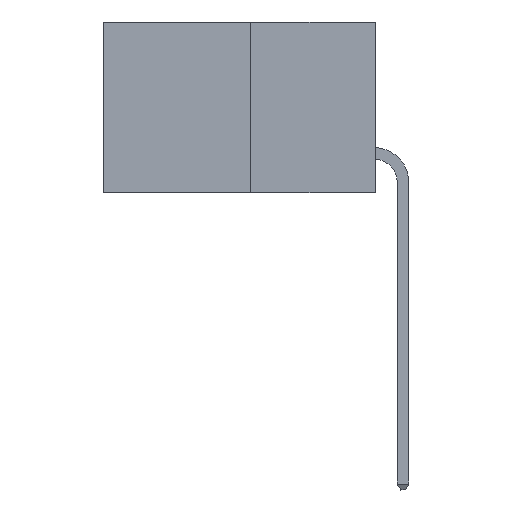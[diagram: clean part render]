
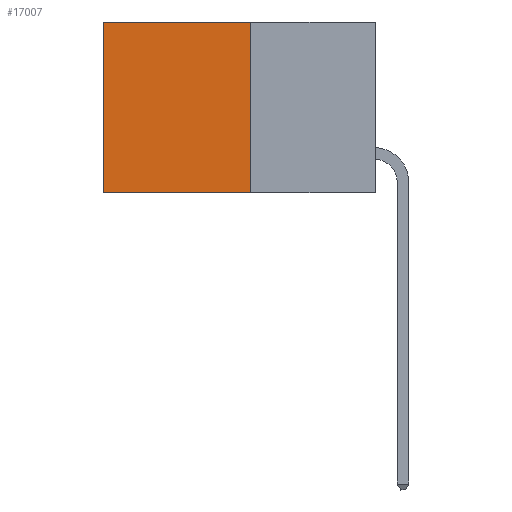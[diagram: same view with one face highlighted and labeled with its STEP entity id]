
A CAD part, left-side view. The second image highlights one B-rep face of the part: STEP entity #17007.
In plain terms, the highlighted planar face has unit normal (-1, 0, 0).
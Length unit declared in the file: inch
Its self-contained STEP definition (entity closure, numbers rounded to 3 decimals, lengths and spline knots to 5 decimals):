
#1677 = ORIENTED_EDGE ( 'NONE', *, *, #4081, .F. ) ;
#2902 = ORIENTED_EDGE ( 'NONE', *, *, #13470, .T. ) ;
#3614 = DIRECTION ( 'NONE',  ( 1., 0., 0. ) ) ;
#4081 = EDGE_CURVE ( 'NONE', #10675, #20316, #9163, .T. ) ;
#4537 = CARTESIAN_POINT ( 'NONE',  ( 0.277, 0.59, -0.37 ) ) ;
#5008 = AXIS2_PLACEMENT_3D ( 'NONE', #15088, #3614, #17020 ) ;
#6030 = VECTOR ( 'NONE', #9886, 39.37008 ) ;
#6267 = VERTEX_POINT ( 'NONE', #15558 ) ;
#6444 = CARTESIAN_POINT ( 'NONE',  ( 0.277, 0.59, 0. ) ) ;
#6635 = LINE ( 'NONE', #21361, #6030 ) ;
#7793 = ORIENTED_EDGE ( 'NONE', *, *, #21914, .F. ) ;
#8335 = VECTOR ( 'NONE', #11371, 39.37008 ) ;
#9163 = LINE ( 'NONE', #19480, #13656 ) ;
#9886 = DIRECTION ( 'NONE',  ( 0., 1., 0. ) ) ;
#10675 = VERTEX_POINT ( 'NONE', #20540 ) ;
#11371 = DIRECTION ( 'NONE',  ( 0., 0., -1. ) ) ;
#11589 = LINE ( 'NONE', #4537, #16639 ) ;
#13135 = VERTEX_POINT ( 'NONE', #6444 ) ;
#13192 = PLANE ( 'NONE',  #5008 ) ;
#13470 = EDGE_CURVE ( 'NONE', #6267, #13135, #6635, .T. ) ;
#13656 = VECTOR ( 'NONE', #17857, 39.37008 ) ;
#14070 = DIRECTION ( 'NONE',  ( 0., 0., -1. ) ) ;
#14907 = EDGE_CURVE ( 'NONE', #13135, #20316, #11589, .T. ) ;
#15088 = CARTESIAN_POINT ( 'NONE',  ( 0.277, 0.27, -0.37 ) ) ;
#15558 = CARTESIAN_POINT ( 'NONE',  ( 0.277, 0.27, 0. ) ) ;
#15943 = CARTESIAN_POINT ( 'NONE',  ( 0.277, 0.59, -0.37 ) ) ;
#16639 = VECTOR ( 'NONE', #14070, 39.37008 ) ;
#17007 = ADVANCED_FACE ( 'NONE', ( #17137 ), #13192, .F. ) ;
#17020 = DIRECTION ( 'NONE',  ( 0., 0., -1. ) ) ;
#17137 = FACE_OUTER_BOUND ( 'NONE', #18393, .T. ) ;
#17561 = ORIENTED_EDGE ( 'NONE', *, *, #14907, .T. ) ;
#17857 = DIRECTION ( 'NONE',  ( 0., 1., 0. ) ) ;
#17909 = LINE ( 'NONE', #22811, #8335 ) ;
#18393 = EDGE_LOOP ( 'NONE', ( #17561, #1677, #7793, #2902 ) ) ;
#19480 = CARTESIAN_POINT ( 'NONE',  ( 0.277, 0.27, -0.37 ) ) ;
#20316 = VERTEX_POINT ( 'NONE', #15943 ) ;
#20540 = CARTESIAN_POINT ( 'NONE',  ( 0.277, 0.27, -0.37 ) ) ;
#21361 = CARTESIAN_POINT ( 'NONE',  ( 0.277, 0.27, 0. ) ) ;
#21914 = EDGE_CURVE ( 'NONE', #6267, #10675, #17909, .T. ) ;
#22811 = CARTESIAN_POINT ( 'NONE',  ( 0.277, 0.27, -0.37 ) ) ;
